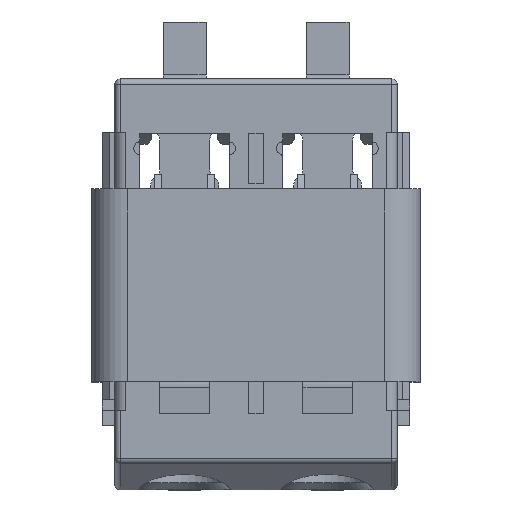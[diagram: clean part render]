
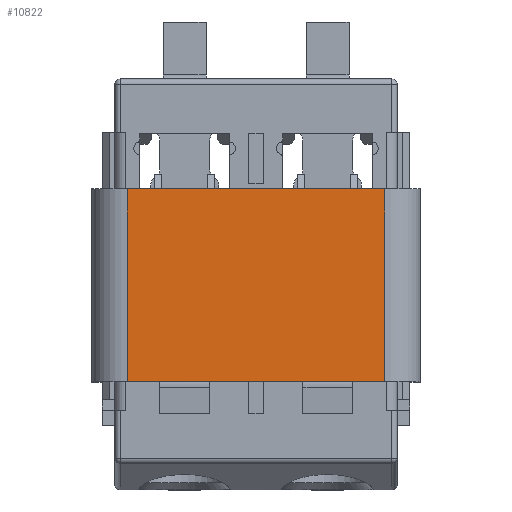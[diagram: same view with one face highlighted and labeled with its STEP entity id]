
A CAD part, top view. The second image highlights one B-rep face of the part: STEP entity #10822.
In plain terms, the highlighted planar face has unit normal (0, 0, 1).
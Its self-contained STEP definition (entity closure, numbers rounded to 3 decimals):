
#3271=ORIENTED_EDGE('',*,*,#4991,.T.);
#3272=ORIENTED_EDGE('',*,*,#5101,.F.);
#3273=ORIENTED_EDGE('',*,*,#5102,.F.);
#3274=ORIENTED_EDGE('',*,*,#5099,.T.);
#4991=EDGE_CURVE('',#6109,#6108,#7298,.T.);
#5099=EDGE_CURVE('',#6194,#6109,#7398,.T.);
#5101=EDGE_CURVE('',#6195,#6108,#7399,.T.);
#5102=EDGE_CURVE('',#6194,#6195,#7400,.T.);
#6108=VERTEX_POINT('',#17637);
#6109=VERTEX_POINT('',#17639);
#6194=VERTEX_POINT('',#17850);
#6195=VERTEX_POINT('',#17854);
#7298=LINE('',#17638,#8565);
#7398=LINE('',#17849,#8665);
#7399=LINE('',#17853,#8666);
#7400=LINE('',#17855,#8667);
#8565=VECTOR('',#14280,1000.);
#8665=VECTOR('',#14432,1000.);
#8666=VECTOR('',#14437,1000.);
#8667=VECTOR('',#14438,1000.);
#9280=EDGE_LOOP('',(#3271,#3272,#3273,#3274));
#9851=FACE_BOUND('',#9280,.T.);
#10271=PLANE('',#11692);
#10822=ADVANCED_FACE('',(#9851),#10271,.F.);
#11692=AXIS2_PLACEMENT_3D('',#17852,#14435,#14436);
#14280=DIRECTION('',(-1.,0.,0.));
#14432=DIRECTION('',(0.,1.,0.));
#14435=DIRECTION('',(0.,0.,-1.));
#14436=DIRECTION('',(-1.,0.,0.));
#14437=DIRECTION('',(0.,1.,0.));
#14438=DIRECTION('',(-1.,0.,0.));
#17637=CARTESIAN_POINT('',(-3.6,2.7,0.9));
#17638=CARTESIAN_POINT('',(3.6,2.7,0.9));
#17639=CARTESIAN_POINT('',(3.6,2.7,0.9));
#17849=CARTESIAN_POINT('',(3.6,-2.7,0.9));
#17850=CARTESIAN_POINT('',(3.6,-2.7,0.9));
#17852=CARTESIAN_POINT('',(3.6,-2.7,0.9));
#17853=CARTESIAN_POINT('',(-3.6,-2.7,0.9));
#17854=CARTESIAN_POINT('',(-3.6,-2.7,0.9));
#17855=CARTESIAN_POINT('',(3.6,-2.7,0.9));
